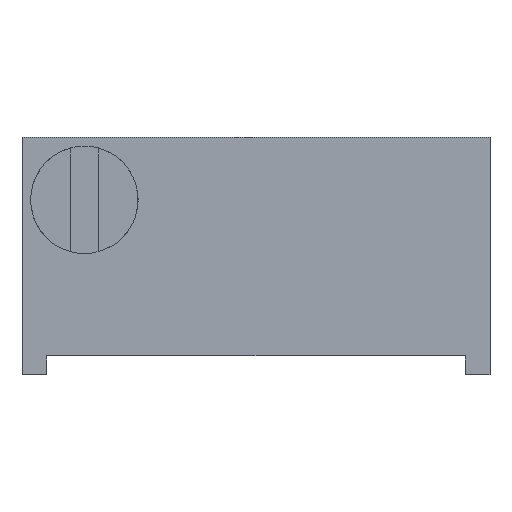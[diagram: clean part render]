
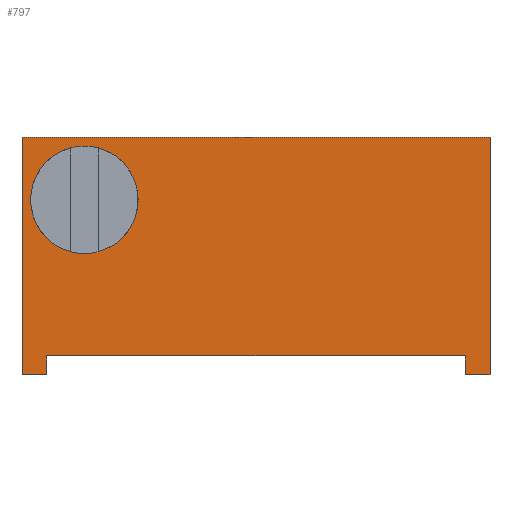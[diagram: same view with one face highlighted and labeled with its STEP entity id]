
A CAD part, left-side view. The second image highlights one B-rep face of the part: STEP entity #797.
In plain terms, the highlighted planar face has unit normal (-1, 0, 0).
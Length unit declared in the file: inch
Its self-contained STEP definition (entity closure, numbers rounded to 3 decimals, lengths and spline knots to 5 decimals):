
#9=DIRECTION('',(0.,-1.,0.));
#10=VECTOR('',#9,0.33505);
#11=CARTESIAN_POINT('',(0.,-0.01997,0.));
#12=LINE('',#11,#10);
#127=DIRECTION('',(0.,0.,1.));
#128=VECTOR('',#127,0.19);
#129=CARTESIAN_POINT('',(0.,-0.375,-0.015));
#130=LINE('',#129,#128);
#151=DIRECTION('',(0.,-1.,0.));
#152=VECTOR('',#151,0.375);
#153=CARTESIAN_POINT('',(0.,0.,0.175));
#154=LINE('',#153,#152);
#163=DIRECTION('',(0.,1.,0.));
#164=VECTOR('',#163,0.01997);
#165=CARTESIAN_POINT('',(0.,-0.01997,-0.015));
#166=LINE('',#165,#164);
#175=DIRECTION('',(0.,1.,0.));
#176=VECTOR('',#175,0.01997);
#177=CARTESIAN_POINT('',(0.,-0.375,-0.015));
#178=LINE('',#177,#176);
#223=DIRECTION('',(0.,0.,-1.));
#224=VECTOR('',#223,0.015);
#225=CARTESIAN_POINT('',(0.,-0.01997,0.));
#226=LINE('',#225,#224);
#227=DIRECTION('',(0.,0.,1.));
#228=VECTOR('',#227,0.19);
#229=CARTESIAN_POINT('',(0.,0.,-0.015));
#230=LINE('',#229,#228);
#231=CARTESIAN_POINT('',(0.,-0.05,0.125));
#232=DIRECTION('',(-1.,0.,0.));
#233=DIRECTION('',(0.,0.,-1.));
#234=AXIS2_PLACEMENT_3D('',#231,#232,#233);
#236=CARTESIAN_POINT('',(0.,-0.05,0.125));
#237=DIRECTION('',(-1.,0.,0.));
#238=DIRECTION('',(0.,0.,1.));
#239=AXIS2_PLACEMENT_3D('',#236,#237,#238);
#241=DIRECTION('',(0.,0.,-1.));
#242=VECTOR('',#241,0.015);
#243=CARTESIAN_POINT('',(0.,-0.35503,0.));
#244=LINE('',#243,#242);
#381=CARTESIAN_POINT('',(0.,0.,0.175));
#382=CARTESIAN_POINT('',(0.,-0.375,0.175));
#383=VERTEX_POINT('',#381);
#384=VERTEX_POINT('',#382);
#393=CARTESIAN_POINT('',(0.,0.,-0.015));
#395=VERTEX_POINT('',#393);
#399=CARTESIAN_POINT('',(0.,-0.01997,-0.015));
#400=VERTEX_POINT('',#399);
#401=CARTESIAN_POINT('',(0.,-0.375,-0.015));
#402=CARTESIAN_POINT('',(0.,-0.35503,-0.015));
#403=VERTEX_POINT('',#401);
#404=VERTEX_POINT('',#402);
#429=CARTESIAN_POINT('',(0.,-0.01997,0.));
#430=VERTEX_POINT('',#429);
#431=CARTESIAN_POINT('',(0.,-0.35503,0.));
#433=VERTEX_POINT('',#431);
#477=CARTESIAN_POINT('',(0.,-0.05,0.082));
#478=CARTESIAN_POINT('',(0.,-0.05,0.168));
#479=VERTEX_POINT('',#477);
#480=VERTEX_POINT('',#478);
#774=CARTESIAN_POINT('',(0.,0.,0.));
#775=DIRECTION('',(-1.,0.,0.));
#776=DIRECTION('',(0.,-1.,0.));
#777=AXIS2_PLACEMENT_3D('',#774,#775,#776);
#778=PLANE('',#777);
#779=ORIENTED_EDGE('',*,*,#683,.F.);
#780=ORIENTED_EDGE('',*,*,#739,.T.);
#782=ORIENTED_EDGE('',*,*,#781,.F.);
#783=ORIENTED_EDGE('',*,*,#510,.F.);
#785=ORIENTED_EDGE('',*,*,#784,.T.);
#786=ORIENTED_EDGE('',*,*,#726,.T.);
#787=ORIENTED_EDGE('',*,*,#562,.T.);
#788=ORIENTED_EDGE('',*,*,#702,.T.);
#789=EDGE_LOOP('',(#779,#780,#782,#783,#785,#786,#787,#788));
#790=FACE_OUTER_BOUND('',#789,.F.);
#792=ORIENTED_EDGE('',*,*,#791,.T.);
#794=ORIENTED_EDGE('',*,*,#793,.T.);
#795=EDGE_LOOP('',(#792,#794));
#796=FACE_BOUND('',#795,.F.);
#797=ADVANCED_FACE('',(#790,#796),#778,.T.);
#235=CIRCLE('',#234,0.043);
#240=CIRCLE('',#239,0.043);
#510=EDGE_CURVE('',#430,#433,#12,.T.);
#562=EDGE_CURVE('',#395,#383,#230,.T.);
#683=EDGE_CURVE('',#403,#384,#130,.T.);
#702=EDGE_CURVE('',#383,#384,#154,.T.);
#726=EDGE_CURVE('',#400,#395,#166,.T.);
#739=EDGE_CURVE('',#403,#404,#178,.T.);
#781=EDGE_CURVE('',#433,#404,#244,.T.);
#784=EDGE_CURVE('',#430,#400,#226,.T.);
#791=EDGE_CURVE('',#479,#480,#235,.T.);
#793=EDGE_CURVE('',#480,#479,#240,.T.);
